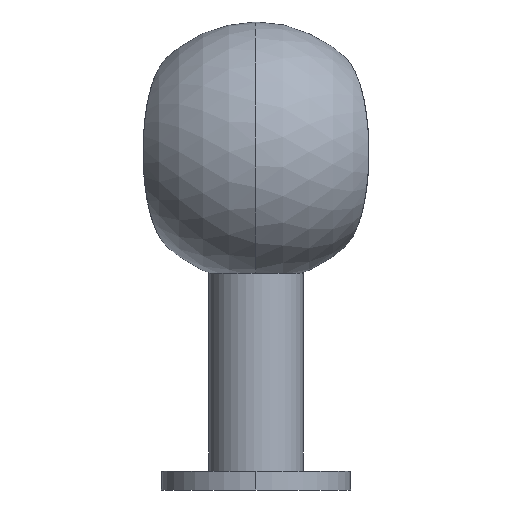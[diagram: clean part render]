
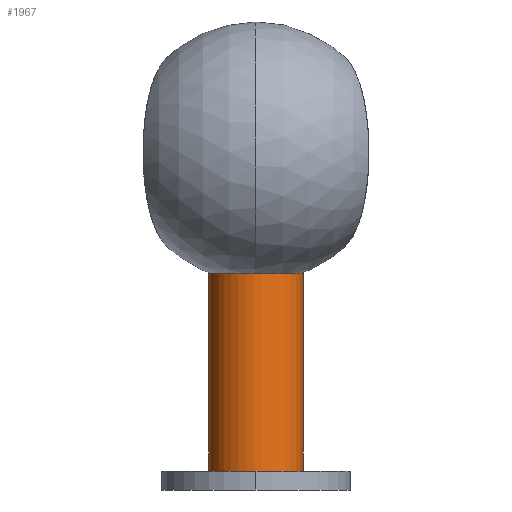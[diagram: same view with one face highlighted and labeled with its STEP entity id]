
A CAD part, left-side view. The second image highlights one B-rep face of the part: STEP entity #1967.
In plain terms, the highlighted cylindrical face has radius 10 mm (diameter 20 mm), a partial arc.
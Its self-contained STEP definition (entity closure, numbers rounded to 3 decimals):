
#390 = EDGE_LOOP ( 'NONE', ( #3188, #1913, #3706, #686, #3134 ) ) ;
#395 = DIRECTION ( 'NONE',  ( 0., 0., -1. ) ) ;
#481 = AXIS2_PLACEMENT_3D ( 'NONE', #2029, #3044, #3230 ) ;
#516 = DIRECTION ( 'NONE',  ( 0., -1., 0. ) ) ;
#583 = CARTESIAN_POINT ( 'NONE',  ( 0., -17.883, -10. ) ) ;
#686 = ORIENTED_EDGE ( 'NONE', *, *, #2063, .F. ) ;
#706 = CARTESIAN_POINT ( 'NONE',  ( 0., 24., 0. ) ) ;
#771 = VERTEX_POINT ( 'NONE', #583 ) ;
#986 = CIRCLE ( 'NONE', #3810, 10. ) ;
#1013 = EDGE_CURVE ( 'NONE', #3342, #1098, #1917, .T. ) ;
#1098 = VERTEX_POINT ( 'NONE', #3333 ) ;
#1106 = DIRECTION ( 'NONE',  ( 0., -1., 0. ) ) ;
#1173 = AXIS2_PLACEMENT_3D ( 'NONE', #2028, #516, #2608 ) ;
#1389 = CARTESIAN_POINT ( 'NONE',  ( 0., 35., -10. ) ) ;
#1406 = FACE_OUTER_BOUND ( 'NONE', #390, .T. ) ;
#1408 = DIRECTION ( 'NONE',  ( 0., -1., 0. ) ) ;
#1421 = CIRCLE ( 'NONE', #481, 10. ) ;
#1429 = LINE ( 'NONE', #1389, #1787 ) ;
#1598 = EDGE_CURVE ( 'NONE', #1723, #771, #1429, .T. ) ;
#1723 = VERTEX_POINT ( 'NONE', #3035 ) ;
#1787 = VECTOR ( 'NONE', #1408, 1000. ) ;
#1913 = ORIENTED_EDGE ( 'NONE', *, *, #1013, .T. ) ;
#1917 = LINE ( 'NONE', #3100, #2115 ) ;
#1967 = ADVANCED_FACE ( 'NONE', ( #1406 ), #2609, .T. ) ;
#1981 = AXIS2_PLACEMENT_3D ( 'NONE', #3796, #1106, #2010 ) ;
#2010 = DIRECTION ( 'NONE',  ( 0., 0., -1. ) ) ;
#2028 = CARTESIAN_POINT ( 'NONE',  ( 0., -17.883, 0. ) ) ;
#2029 = CARTESIAN_POINT ( 'NONE',  ( 0., -17.883, 0. ) ) ;
#2063 = EDGE_CURVE ( 'NONE', #771, #2783, #1421, .T. ) ;
#2115 = VECTOR ( 'NONE', #2138, 1000. ) ;
#2138 = DIRECTION ( 'NONE',  ( 0., -1., 0. ) ) ;
#2271 = DIRECTION ( 'NONE',  ( 0., -1., 0. ) ) ;
#2331 = CARTESIAN_POINT ( 'NONE',  ( 10., -17.883, 0. ) ) ;
#2608 = DIRECTION ( 'NONE',  ( 0., 0., -1. ) ) ;
#2609 = CYLINDRICAL_SURFACE ( 'NONE', #1981, 10. ) ;
#2783 = VERTEX_POINT ( 'NONE', #2331 ) ;
#2829 = EDGE_CURVE ( 'NONE', #2783, #1098, #3248, .T. ) ;
#3035 = CARTESIAN_POINT ( 'NONE',  ( 0., 24., -10. ) ) ;
#3044 = DIRECTION ( 'NONE',  ( 0., -1., 0. ) ) ;
#3100 = CARTESIAN_POINT ( 'NONE',  ( 0., 35., 10. ) ) ;
#3134 = ORIENTED_EDGE ( 'NONE', *, *, #1598, .F. ) ;
#3188 = ORIENTED_EDGE ( 'NONE', *, *, #3291, .T. ) ;
#3230 = DIRECTION ( 'NONE',  ( 0., 0., -1. ) ) ;
#3248 = CIRCLE ( 'NONE', #1173, 10. ) ;
#3291 = EDGE_CURVE ( 'NONE', #1723, #3342, #986, .T. ) ;
#3333 = CARTESIAN_POINT ( 'NONE',  ( 0., -17.883, 10. ) ) ;
#3342 = VERTEX_POINT ( 'NONE', #3716 ) ;
#3706 = ORIENTED_EDGE ( 'NONE', *, *, #2829, .F. ) ;
#3716 = CARTESIAN_POINT ( 'NONE',  ( 0., 24., 10. ) ) ;
#3796 = CARTESIAN_POINT ( 'NONE',  ( 0., 35., 0. ) ) ;
#3810 = AXIS2_PLACEMENT_3D ( 'NONE', #706, #2271, #395 ) ;
